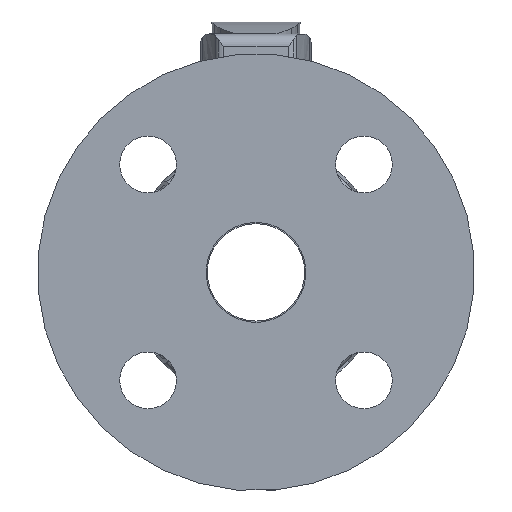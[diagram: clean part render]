
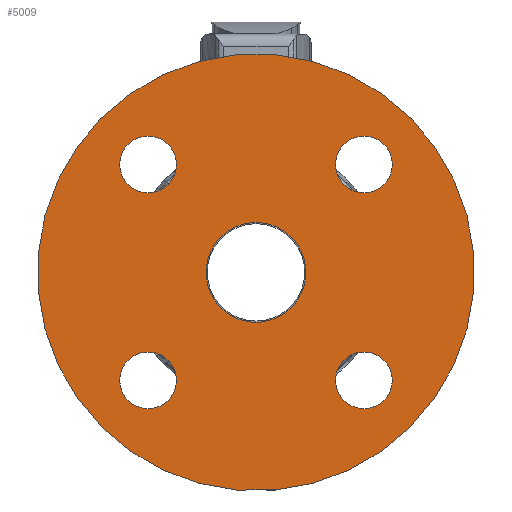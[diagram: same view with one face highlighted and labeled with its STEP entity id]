
A CAD part, left-side view. The second image highlights one B-rep face of the part: STEP entity #5009.
In plain terms, the highlighted planar face has unit normal (-1, 0, 0).
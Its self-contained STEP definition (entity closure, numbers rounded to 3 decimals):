
#5009=ADVANCED_FACE('',(#10080,#10081,#10082,#10083,#10084,#10085),#10086,.T.);
#10080=FACE_BOUND('',#28125,.T.);
#10081=FACE_BOUND('',#28126,.T.);
#10082=FACE_BOUND('',#28127,.T.);
#10083=FACE_BOUND('',#28128,.T.);
#10084=FACE_OUTER_BOUND('',#28129,.T.);
#10085=FACE_BOUND('',#28130,.T.);
#10086=PLANE('',#28131);
#28125=EDGE_LOOP('',(#42682,#42683));
#28126=EDGE_LOOP('',(#42684,#42685));
#28127=EDGE_LOOP('',(#42686,#42687));
#28128=EDGE_LOOP('',(#42688,#42689));
#28129=EDGE_LOOP('',(#42690,#42691));
#28130=EDGE_LOOP('',(#42692,#42693));
#28131=AXIS2_PLACEMENT_3D('',#42694,#42695,#42696);
#42682=ORIENTED_EDGE('',*,*,#49085,.T.);
#42683=ORIENTED_EDGE('',*,*,#49072,.T.);
#42684=ORIENTED_EDGE('',*,*,#49088,.T.);
#42685=ORIENTED_EDGE('',*,*,#49067,.T.);
#42686=ORIENTED_EDGE('',*,*,#49091,.T.);
#42687=ORIENTED_EDGE('',*,*,#49062,.T.);
#42688=ORIENTED_EDGE('',*,*,#49094,.T.);
#42689=ORIENTED_EDGE('',*,*,#49057,.T.);
#42690=ORIENTED_EDGE('',*,*,#49047,.T.);
#42691=ORIENTED_EDGE('',*,*,#49101,.T.);
#42692=ORIENTED_EDGE('',*,*,#49040,.F.);
#42693=ORIENTED_EDGE('',*,*,#49103,.F.);
#42694=CARTESIAN_POINT('',(452.577,180.197,11.632));
#42695=DIRECTION('',(-1.0,0.,0.0));
#42696=DIRECTION('',(0.,0.707,0.707));
#49040=EDGE_CURVE('',#57693,#57696,#57697,.T.);
#49047=EDGE_CURVE('',#57703,#57707,#57709,.T.);
#49057=EDGE_CURVE('',#57721,#57725,#57727,.T.);
#49062=EDGE_CURVE('',#57730,#57734,#57736,.T.);
#49067=EDGE_CURVE('',#57739,#57743,#57745,.T.);
#49072=EDGE_CURVE('',#57748,#57752,#57754,.T.);
#49085=EDGE_CURVE('',#57752,#57748,#57772,.T.);
#49088=EDGE_CURVE('',#57743,#57739,#57775,.T.);
#49091=EDGE_CURVE('',#57734,#57730,#57778,.T.);
#49094=EDGE_CURVE('',#57725,#57721,#57781,.T.);
#49101=EDGE_CURVE('',#57707,#57703,#57788,.T.);
#49103=EDGE_CURVE('',#57696,#57693,#57790,.T.);
#57693=VERTEX_POINT('',#76856);
#57696=VERTEX_POINT('',#76860);
#57697=CIRCLE('',#76861,16.45);
#57703=VERTEX_POINT('',#76868);
#57707=VERTEX_POINT('',#76873);
#57709=CIRCLE('',#76876,72.0);
#57721=VERTEX_POINT('',#76890);
#57725=VERTEX_POINT('',#76895);
#57727=CIRCLE('',#76898,9.35);
#57730=VERTEX_POINT('',#76901);
#57734=VERTEX_POINT('',#76906);
#57736=CIRCLE('',#76909,9.35);
#57739=VERTEX_POINT('',#76912);
#57743=VERTEX_POINT('',#76917);
#57745=CIRCLE('',#76920,9.35);
#57748=VERTEX_POINT('',#76923);
#57752=VERTEX_POINT('',#76928);
#57754=CIRCLE('',#76931,9.35);
#57772=CIRCLE('',#76951,9.35);
#57775=CIRCLE('',#76954,9.35);
#57778=CIRCLE('',#76957,9.35);
#57781=CIRCLE('',#76960,9.35);
#57788=CIRCLE('',#76967,72.0);
#57790=CIRCLE('',#76969,16.45);
#76856=CARTESIAN_POINT('',(452.577,180.197,11.632));
#76860=CARTESIAN_POINT('',(452.577,203.461,-11.632));
#76861=AXIS2_PLACEMENT_3D('',#85885,#85886,#85887);
#76868=CARTESIAN_POINT('',(452.577,140.918,50.912));
#76873=CARTESIAN_POINT('',(452.577,242.741,-50.912));
#76876=AXIS2_PLACEMENT_3D('',#85897,#85898,#85899);
#76890=CARTESIAN_POINT('',(452.577,149.65,-42.179));
#76895=CARTESIAN_POINT('',(452.577,162.873,-28.956));
#76898=AXIS2_PLACEMENT_3D('',#85913,#85914,#85915);
#76901=CARTESIAN_POINT('',(452.577,149.65,42.179));
#76906=CARTESIAN_POINT('',(452.577,162.873,28.956));
#76909=AXIS2_PLACEMENT_3D('',#85921,#85922,#85923);
#76912=CARTESIAN_POINT('',(452.577,234.008,42.179));
#76917=CARTESIAN_POINT('',(452.577,220.785,28.956));
#76920=AXIS2_PLACEMENT_3D('',#85929,#85930,#85931);
#76923=CARTESIAN_POINT('',(452.577,234.008,-42.179));
#76928=CARTESIAN_POINT('',(452.577,220.785,-28.956));
#76931=AXIS2_PLACEMENT_3D('',#85937,#85938,#85939);
#76951=AXIS2_PLACEMENT_3D('',#85960,#85961,#85962);
#76954=AXIS2_PLACEMENT_3D('',#85966,#85967,#85968);
#76957=AXIS2_PLACEMENT_3D('',#85972,#85973,#85974);
#76960=AXIS2_PLACEMENT_3D('',#85978,#85979,#85980);
#76967=AXIS2_PLACEMENT_3D('',#85990,#85991,#85992);
#76969=AXIS2_PLACEMENT_3D('',#85993,#85994,#85995);
#85885=CARTESIAN_POINT('',(452.577,191.829,0.0));
#85886=DIRECTION('',(-1.0,0.,0.0));
#85887=DIRECTION('',(0.,0.707,0.707));
#85897=CARTESIAN_POINT('',(452.577,191.829,0.0));
#85898=DIRECTION('',(-1.0,0.,0.0));
#85899=DIRECTION('',(0.,0.707,0.707));
#85913=CARTESIAN_POINT('',(452.577,156.262,-35.567));
#85914=DIRECTION('',(1.0,0.,0.0));
#85915=DIRECTION('',(0.,-0.707,-0.707));
#85921=CARTESIAN_POINT('',(452.577,156.262,35.567));
#85922=DIRECTION('',(1.0,0.,0.0));
#85923=DIRECTION('',(0.,-0.707,0.707));
#85929=CARTESIAN_POINT('',(452.577,227.397,35.567));
#85930=DIRECTION('',(1.0,0.,0.0));
#85931=DIRECTION('',(0.,0.707,0.707));
#85937=CARTESIAN_POINT('',(452.577,227.397,-35.567));
#85938=DIRECTION('',(1.0,0.,0.0));
#85939=DIRECTION('',(0.,0.707,-0.707));
#85960=CARTESIAN_POINT('',(452.577,227.397,-35.567));
#85961=DIRECTION('',(1.0,0.,0.0));
#85962=DIRECTION('',(0.,0.707,-0.707));
#85966=CARTESIAN_POINT('',(452.577,227.397,35.567));
#85967=DIRECTION('',(1.0,0.,0.0));
#85968=DIRECTION('',(0.,0.707,0.707));
#85972=CARTESIAN_POINT('',(452.577,156.262,35.567));
#85973=DIRECTION('',(1.0,0.,0.0));
#85974=DIRECTION('',(0.,-0.707,0.707));
#85978=CARTESIAN_POINT('',(452.577,156.262,-35.567));
#85979=DIRECTION('',(1.0,0.,0.0));
#85980=DIRECTION('',(0.,-0.707,-0.707));
#85990=CARTESIAN_POINT('',(452.577,191.829,0.0));
#85991=DIRECTION('',(-1.0,0.,0.0));
#85992=DIRECTION('',(0.,0.707,0.707));
#85993=CARTESIAN_POINT('',(452.577,191.829,0.0));
#85994=DIRECTION('',(-1.0,0.,0.0));
#85995=DIRECTION('',(0.,0.707,0.707));
